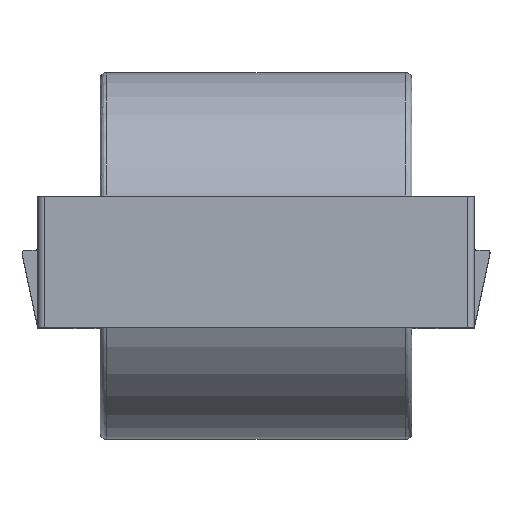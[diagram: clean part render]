
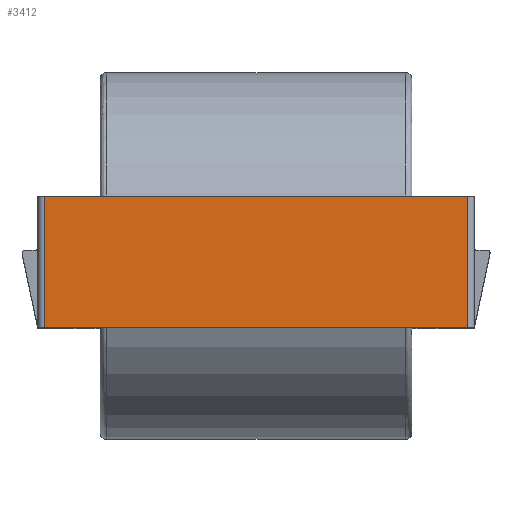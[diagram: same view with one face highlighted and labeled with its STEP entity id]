
A CAD part, top view. The second image highlights one B-rep face of the part: STEP entity #3412.
In plain terms, the highlighted face is planar.
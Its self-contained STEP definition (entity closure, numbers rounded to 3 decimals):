
#370 = CARTESIAN_POINT ( 'NONE',  ( 25., -5., 16.15 ) ) ;
#380 = AXIS2_PLACEMENT_3D ( 'NONE', #3197, #687, #7069 ) ;
#603 = CARTESIAN_POINT ( 'NONE',  ( 25., -5., 16.15 ) ) ;
#678 = EDGE_CURVE ( 'NONE', #7689, #2869, #4629, .T. ) ;
#687 = DIRECTION ( 'NONE',  ( -1., 0., 0. ) ) ;
#865 = EDGE_LOOP ( 'NONE', ( #1716, #3842, #4871, #5485 ) ) ;
#925 = DIRECTION ( 'NONE',  ( 0., -1., 0. ) ) ;
#1037 = CARTESIAN_POINT ( 'NONE',  ( 25., 5., 16.15 ) ) ;
#1244 = CARTESIAN_POINT ( 'NONE',  ( 25., 5., -16.15 ) ) ;
#1328 = CARTESIAN_POINT ( 'NONE',  ( 25., 5., 16.15 ) ) ;
#1716 = ORIENTED_EDGE ( 'NONE', *, *, #2030, .F. ) ;
#1849 = VECTOR ( 'NONE', #925, 1000. ) ;
#2030 = EDGE_CURVE ( 'NONE', #5325, #4610, #7797, .T. ) ;
#2869 = VERTEX_POINT ( 'NONE', #7356 ) ;
#2929 = VECTOR ( 'NONE', #4409, 1000. ) ;
#3031 = DIRECTION ( 'NONE',  ( 0., 0., 1. ) ) ;
#3197 = CARTESIAN_POINT ( 'NONE',  ( 25., 5., 16.15 ) ) ;
#3282 = PLANE ( 'NONE',  #380 ) ;
#3412 = ADVANCED_FACE ( 'NONE', ( #6359 ), #3282, .F. ) ;
#3444 = CARTESIAN_POINT ( 'NONE',  ( 25., 5., -16.15 ) ) ;
#3577 = LINE ( 'NONE', #3444, #1849 ) ;
#3764 = EDGE_CURVE ( 'NONE', #2869, #5325, #3577, .T. ) ;
#3842 = ORIENTED_EDGE ( 'NONE', *, *, #3764, .F. ) ;
#4409 = DIRECTION ( 'NONE',  ( 0., 0., -1. ) ) ;
#4610 = VERTEX_POINT ( 'NONE', #370 ) ;
#4629 = LINE ( 'NONE', #1244, #2929 ) ;
#4871 = ORIENTED_EDGE ( 'NONE', *, *, #678, .F. ) ;
#5011 = CARTESIAN_POINT ( 'NONE',  ( 25., -5., -16.15 ) ) ;
#5245 = VECTOR ( 'NONE', #5806, 1000. ) ;
#5325 = VERTEX_POINT ( 'NONE', #5011 ) ;
#5485 = ORIENTED_EDGE ( 'NONE', *, *, #6066, .F. ) ;
#5806 = DIRECTION ( 'NONE',  ( 0., 1., 0. ) ) ;
#5838 = LINE ( 'NONE', #1328, #5245 ) ;
#6066 = EDGE_CURVE ( 'NONE', #4610, #7689, #5838, .T. ) ;
#6084 = VECTOR ( 'NONE', #3031, 1000. ) ;
#6359 = FACE_OUTER_BOUND ( 'NONE', #865, .T. ) ;
#7069 = DIRECTION ( 'NONE',  ( 0., 0., 1. ) ) ;
#7356 = CARTESIAN_POINT ( 'NONE',  ( 25., 5., -16.15 ) ) ;
#7689 = VERTEX_POINT ( 'NONE', #1037 ) ;
#7797 = LINE ( 'NONE', #603, #6084 ) ;
